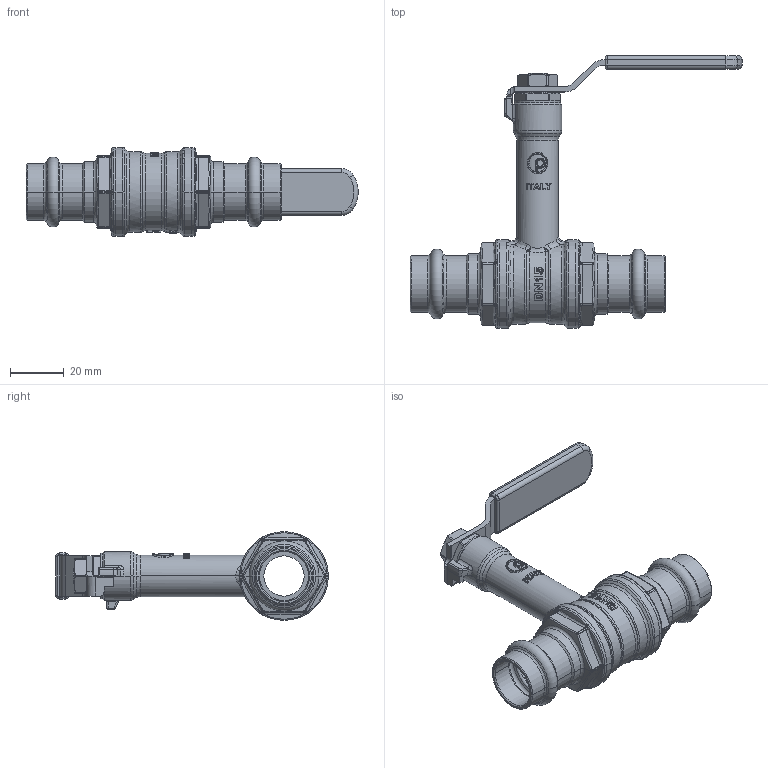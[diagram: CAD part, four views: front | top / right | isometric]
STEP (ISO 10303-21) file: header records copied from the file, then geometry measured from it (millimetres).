
FILE_DESCRIPTION((''),'2;1');
FILE_NAME('P100L_18MM_ASM','2024-03-25T13:37:26',('mirco.molonato'),(''),'CREO PARAMETRIC BY PTC INC, 2022414','CREO PARAMETRIC BY PTC INC, 2022414','');
FILE_SCHEMA(('CONFIG_CONTROL_DESIGN'));
Length unit declared in the file: millimetre
Products named in the file (10): 07134; 05015; 07135; ASTA_51L_DN15_ASM; 07136; 87159_SENZA_CGA316; GRIP_PVC_75; LEVA_75_VERDE_ASM; 01034; P100L_18MM_ASM
Assembly tree (10 placements, depth 3):
  P100L_18MM_ASM
    07134
    05015  x2
    ASTA_51L_DN15_ASM
      07135
    07136
    LEVA_75_VERDE_ASM
      87159_SENZA_CGA316
      GRIP_PVC_75
    01034
Bounding box: 123.61 x 101.5 x 33 mm (x, y, z)
Volume: 38162.3 mm3; surface area: 38416.7 mm2
Topology: 8 solids, 20 shells, 927 faces, 2171 edges, 1306 vertices
Faces by surface type: cylinder 231, plane 190, bspline 164, torus 129, cone 118, extrusion 63, sphere 32
Entity records: 28572 total; most frequent: CARTESIAN_POINT 11710, ORIENTED_EDGE 3546, DIRECTION 3302, EDGE_CURVE 1803, AXIS2_PLACEMENT_3D 1332, VERTEX_POINT 1104, EDGE_LOOP 807, FACE_OUTER_BOUND 755
